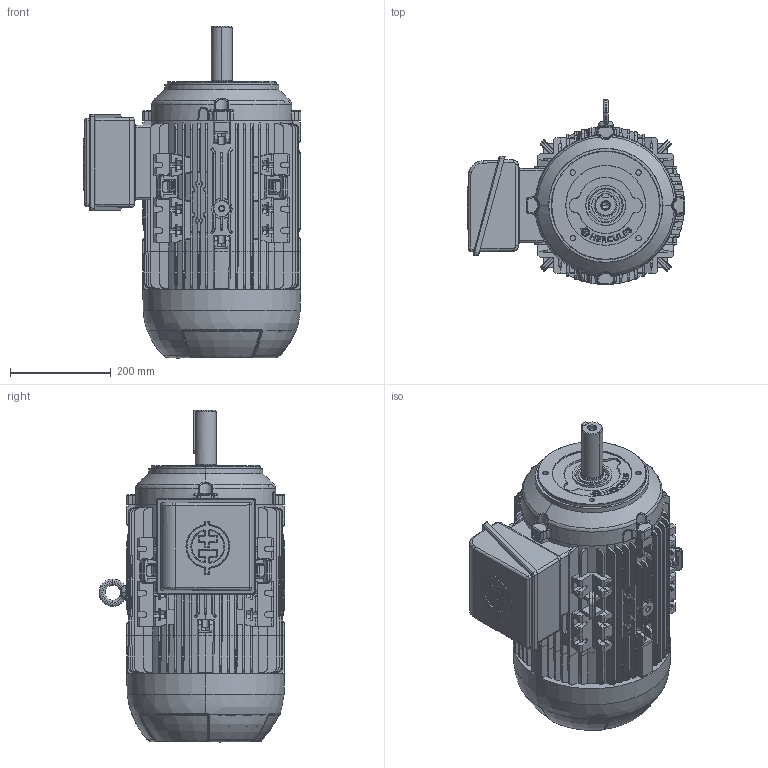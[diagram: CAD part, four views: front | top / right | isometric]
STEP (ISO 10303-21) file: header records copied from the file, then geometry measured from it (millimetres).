
FILE_DESCRIPTION (( 'STEP AP203' ), '1' );
FILE_NAME ('160L_SP_FC_RIGHT.STEP', '2022-07-16T09:59:00', ( '' ), ( '' ), 'SwSTEP 2.0', 'SolidWorks 2020', '' );
FILE_SCHEMA (( 'CONFIG_CONTROL_DESIGN' ));
Length unit declared in the file: millimetre
Products named in the file (10): 105006204-205_casca_50.5307.125 (L); 105030278_casca; 105032 DIN6885 AB - ABNT C_10.5032.049; 105012100; Eixo IEC160 2P_casca_50.5342.002; 105006203_casca_Usinado; 105035276_casca_50.5307.120; 105006202_casca_USINADO; 105033082_�40; 160L_SP_FC_RIGHT
Assembly tree (9 placements, depth 2):
  160L_SP_FC_RIGHT
    105006204-205_casca_50.5307.125 (L)
    Eixo IEC160 2P_casca_50.5342.002
    105006202_casca_USINADO
    105006203_casca_Usinado
    105033082_�40
    105030278_casca
    105012100
    105032 DIN6885 AB - ABNT C_10.5032.049
    105035276_casca_50.5307.120
Bounding box: 431.19 x 367.95 x 658 mm (x, y, z)
Volume: 40009881.1 mm3; surface area: 1700696.6 mm2
Topology: 9 solids, 12 shells, 3371 faces, 8982 edges, 5720 vertices
Faces by surface type: plane 1525, cylinder 962, bspline 460, cone 282, torus 135, sphere 7
Entity records: 126136 total; most frequent: CARTESIAN_POINT 48461, ORIENTED_EDGE 17948, DIRECTION 13667, EDGE_CURVE 8974, VERTEX_POINT 5720, LINE 4705, VECTOR 4705, AXIS2_PLACEMENT_3D 4481
